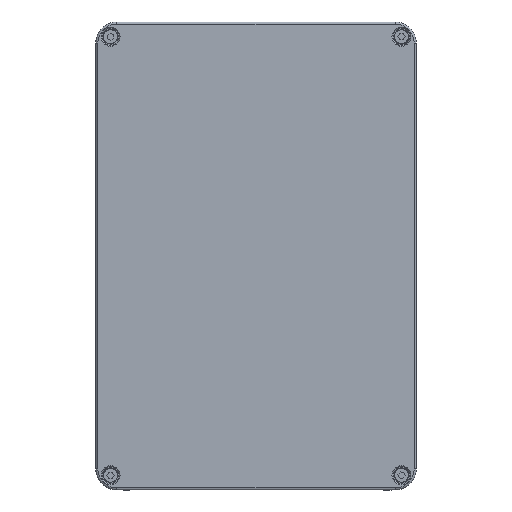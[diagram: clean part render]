
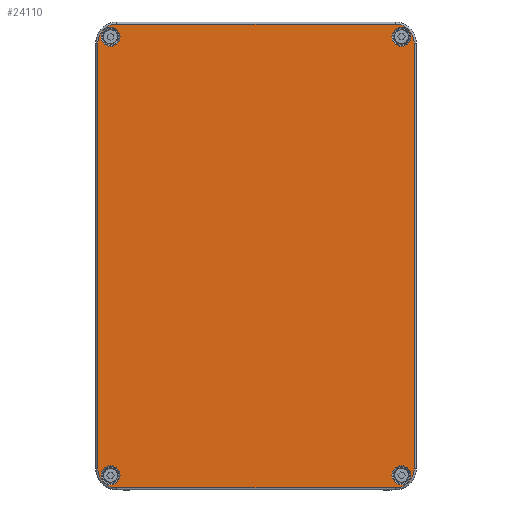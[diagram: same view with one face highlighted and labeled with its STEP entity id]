
A CAD part, front view. The second image highlights one B-rep face of the part: STEP entity #24110.
In plain terms, the highlighted planar face has unit normal (0, -1, 0).
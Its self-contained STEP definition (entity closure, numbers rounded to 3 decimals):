
#53 = VERTEX_POINT ( 'NONE', #19522 ) ;
#145 = DIRECTION ( 'NONE',  ( 0., 1., 0. ) ) ;
#228 = DIRECTION ( 'NONE',  ( -1., 0., 0. ) ) ;
#240 = FACE_BOUND ( 'NONE', #12144, .T. ) ;
#476 = VECTOR ( 'NONE', #22428, 1000. ) ;
#658 = VERTEX_POINT ( 'NONE', #22879 ) ;
#1785 = CARTESIAN_POINT ( 'NONE',  ( 75., -10., 31. ) ) ;
#1879 = EDGE_CURVE ( 'NONE', #9580, #22629, #10014, .T. ) ;
#1904 = LINE ( 'NONE', #18318, #476 ) ;
#2230 = DIRECTION ( 'NONE',  ( 0., 1., 0. ) ) ;
#2421 = PLANE ( 'NONE',  #24674 ) ;
#2684 = AXIS2_PLACEMENT_3D ( 'NONE', #25633, #2230, #14820 ) ;
#2705 = CARTESIAN_POINT ( 'NONE',  ( -64.5, -10., -104. ) ) ;
#2748 = DIRECTION ( 'NONE',  ( -1., 0., 0. ) ) ;
#3075 = VERTEX_POINT ( 'NONE', #8383 ) ;
#3380 = CARTESIAN_POINT ( 'NONE',  ( 73.5, -10., -104. ) ) ;
#3494 = VERTEX_POINT ( 'NONE', #10025 ) ;
#3524 = DIRECTION ( 'NONE',  ( 0., -1., 0. ) ) ;
#3617 = CIRCLE ( 'NONE', #15869, 9. ) ;
#3619 = ORIENTED_EDGE ( 'NONE', *, *, #23791, .T. ) ;
#3778 = EDGE_CURVE ( 'NONE', #658, #12168, #7900, .T. ) ;
#3830 = CIRCLE ( 'NONE', #4703, 9. ) ;
#3916 = DIRECTION ( 'NONE',  ( 0., 1., 0. ) ) ;
#3953 = ORIENTED_EDGE ( 'NONE', *, *, #18344, .T. ) ;
#3969 = EDGE_CURVE ( 'NONE', #12091, #3494, #1904, .T. ) ;
#4124 = DIRECTION ( 'NONE',  ( 0., 0., 1. ) ) ;
#4308 = DIRECTION ( 'NONE',  ( 0., 1., 0. ) ) ;
#4583 = VERTEX_POINT ( 'NONE', #8965 ) ;
#4703 = AXIS2_PLACEMENT_3D ( 'NONE', #16940, #25279, #20622 ) ;
#4737 = ORIENTED_EDGE ( 'NONE', *, *, #1879, .T. ) ;
#4935 = ORIENTED_EDGE ( 'NONE', *, *, #26103, .T. ) ;
#5105 = VECTOR ( 'NONE', #16073, 1000. ) ;
#5189 = DIRECTION ( 'NONE',  ( 0., 1., 0. ) ) ;
#5368 = DIRECTION ( 'NONE',  ( -1., 0., 0. ) ) ;
#5517 = CARTESIAN_POINT ( 'NONE',  ( 66., -10., 110. ) ) ;
#5634 = EDGE_CURVE ( 'NONE', #3494, #8978, #3617, .T. ) ;
#6003 = CARTESIAN_POINT ( 'NONE',  ( 43.5, -10., 31. ) ) ;
#6081 = EDGE_CURVE ( 'NONE', #9507, #19394, #18413, .T. ) ;
#6201 = DIRECTION ( 'NONE',  ( -1., 0., 0. ) ) ;
#6259 = FACE_BOUND ( 'NONE', #23945, .T. ) ;
#6260 = AXIS2_PLACEMENT_3D ( 'NONE', #6481, #23138, #6201 ) ;
#6310 = ORIENTED_EDGE ( 'NONE', *, *, #17765, .T. ) ;
#6481 = CARTESIAN_POINT ( 'NONE',  ( -69., -10., 104. ) ) ;
#6615 = ORIENTED_EDGE ( 'NONE', *, *, #19265, .T. ) ;
#6700 = CIRCLE ( 'NONE', #6260, 4.5 ) ;
#6893 = CARTESIAN_POINT ( 'NONE',  ( 73.5, -10., 104. ) ) ;
#6950 = AXIS2_PLACEMENT_3D ( 'NONE', #11268, #9614, #5368 ) ;
#6992 = VERTEX_POINT ( 'NONE', #5517 ) ;
#7251 = EDGE_LOOP ( 'NONE', ( #19903, #3619 ) ) ;
#7467 = CARTESIAN_POINT ( 'NONE',  ( 43.5, -10., 110. ) ) ;
#7652 = AXIS2_PLACEMENT_3D ( 'NONE', #9437, #5189, #21440 ) ;
#7675 = CIRCLE ( 'NONE', #14630, 9. ) ;
#7748 = LINE ( 'NONE', #7467, #5105 ) ;
#7900 = CIRCLE ( 'NONE', #17499, 9. ) ;
#8040 = CARTESIAN_POINT ( 'NONE',  ( 75., -10., -101. ) ) ;
#8383 = CARTESIAN_POINT ( 'NONE',  ( -73.5, -10., 104. ) ) ;
#8453 = DIRECTION ( 'NONE',  ( 0., -1., 0. ) ) ;
#8551 = CARTESIAN_POINT ( 'NONE',  ( 64.5, -10., 104. ) ) ;
#8766 = VERTEX_POINT ( 'NONE', #3380 ) ;
#8965 = CARTESIAN_POINT ( 'NONE',  ( -75., -10., -101. ) ) ;
#8978 = VERTEX_POINT ( 'NONE', #8040 ) ;
#9342 = DIRECTION ( 'NONE',  ( 0., 0., -1. ) ) ;
#9437 = CARTESIAN_POINT ( 'NONE',  ( 69., -10., -104. ) ) ;
#9491 = VERTEX_POINT ( 'NONE', #25486 ) ;
#9507 = VERTEX_POINT ( 'NONE', #8551 ) ;
#9580 = VERTEX_POINT ( 'NONE', #11140 ) ;
#9614 = DIRECTION ( 'NONE',  ( 0., 1., 0. ) ) ;
#9905 = CIRCLE ( 'NONE', #13469, 4.5 ) ;
#10014 = CIRCLE ( 'NONE', #6950, 4.5 ) ;
#10025 = CARTESIAN_POINT ( 'NONE',  ( 66., -10., -110. ) ) ;
#10476 = CARTESIAN_POINT ( 'NONE',  ( 69., -10., -104. ) ) ;
#10563 = CARTESIAN_POINT ( 'NONE',  ( 75., -10., 101. ) ) ;
#10779 = ORIENTED_EDGE ( 'NONE', *, *, #3969, .T. ) ;
#10809 = DIRECTION ( 'NONE',  ( -1., 0., 0. ) ) ;
#10976 = LINE ( 'NONE', #13329, #26704 ) ;
#11140 = CARTESIAN_POINT ( 'NONE',  ( -73.5, -10., -104. ) ) ;
#11268 = CARTESIAN_POINT ( 'NONE',  ( -69., -10., -104. ) ) ;
#11668 = AXIS2_PLACEMENT_3D ( 'NONE', #12674, #20985, #228 ) ;
#12044 = CARTESIAN_POINT ( 'NONE',  ( 66., -10., 101. ) ) ;
#12091 = VERTEX_POINT ( 'NONE', #22603 ) ;
#12144 = EDGE_LOOP ( 'NONE', ( #12378, #16258 ) ) ;
#12168 = VERTEX_POINT ( 'NONE', #18899 ) ;
#12256 = VERTEX_POINT ( 'NONE', #10563 ) ;
#12271 = DIRECTION ( 'NONE',  ( -1., 0., 0. ) ) ;
#12378 = ORIENTED_EDGE ( 'NONE', *, *, #26538, .T. ) ;
#12514 = ORIENTED_EDGE ( 'NONE', *, *, #26194, .T. ) ;
#12674 = CARTESIAN_POINT ( 'NONE',  ( 69., -10., 104. ) ) ;
#12833 = FACE_BOUND ( 'NONE', #7251, .T. ) ;
#13033 = DIRECTION ( 'NONE',  ( 0., -1., 0. ) ) ;
#13329 = CARTESIAN_POINT ( 'NONE',  ( -75., -10., 31. ) ) ;
#13469 = AXIS2_PLACEMENT_3D ( 'NONE', #18585, #25150, #10809 ) ;
#13598 = ORIENTED_EDGE ( 'NONE', *, *, #5634, .T. ) ;
#14262 = ORIENTED_EDGE ( 'NONE', *, *, #3778, .T. ) ;
#14328 = CARTESIAN_POINT ( 'NONE',  ( 66., -10., -101. ) ) ;
#14630 = AXIS2_PLACEMENT_3D ( 'NONE', #12044, #3524, #26393 ) ;
#14639 = DIRECTION ( 'NONE',  ( -1., 0., 0. ) ) ;
#14820 = DIRECTION ( 'NONE',  ( -1., 0., 0. ) ) ;
#15253 = EDGE_CURVE ( 'NONE', #12256, #6992, #7675, .T. ) ;
#15361 = ORIENTED_EDGE ( 'NONE', *, *, #19674, .T. ) ;
#15720 = EDGE_CURVE ( 'NONE', #8766, #9491, #22947, .T. ) ;
#15869 = AXIS2_PLACEMENT_3D ( 'NONE', #14328, #8453, #22659 ) ;
#16073 = DIRECTION ( 'NONE',  ( -1., 0., 0. ) ) ;
#16258 = ORIENTED_EDGE ( 'NONE', *, *, #6081, .T. ) ;
#16629 = FACE_BOUND ( 'NONE', #19977, .T. ) ;
#16940 = CARTESIAN_POINT ( 'NONE',  ( -66., -10., -101. ) ) ;
#17385 = EDGE_LOOP ( 'NONE', ( #10779, #13598, #6310, #20032, #18774, #14262, #3953, #12514 ) ) ;
#17499 = AXIS2_PLACEMENT_3D ( 'NONE', #21473, #13033, #2748 ) ;
#17765 = EDGE_CURVE ( 'NONE', #8978, #12256, #20521, .T. ) ;
#18061 = AXIS2_PLACEMENT_3D ( 'NONE', #25032, #145, #14639 ) ;
#18318 = CARTESIAN_POINT ( 'NONE',  ( 43.5, -10., -110. ) ) ;
#18344 = EDGE_CURVE ( 'NONE', #12168, #4583, #10976, .T. ) ;
#18413 = CIRCLE ( 'NONE', #2684, 4.5 ) ;
#18585 = CARTESIAN_POINT ( 'NONE',  ( -69., -10., 104. ) ) ;
#18674 = DIRECTION ( 'NONE',  ( -1., 0., 0. ) ) ;
#18774 = ORIENTED_EDGE ( 'NONE', *, *, #26795, .T. ) ;
#18810 = VECTOR ( 'NONE', #4124, 1000. ) ;
#18899 = CARTESIAN_POINT ( 'NONE',  ( -75., -10., 101. ) ) ;
#19265 = EDGE_CURVE ( 'NONE', #53, #3075, #6700, .T. ) ;
#19394 = VERTEX_POINT ( 'NONE', #6893 ) ;
#19511 = CIRCLE ( 'NONE', #11668, 4.5 ) ;
#19522 = CARTESIAN_POINT ( 'NONE',  ( -64.5, -10., 104. ) ) ;
#19674 = EDGE_CURVE ( 'NONE', #22629, #9580, #25911, .T. ) ;
#19903 = ORIENTED_EDGE ( 'NONE', *, *, #15720, .T. ) ;
#19977 = EDGE_LOOP ( 'NONE', ( #15361, #4737 ) ) ;
#20032 = ORIENTED_EDGE ( 'NONE', *, *, #15253, .T. ) ;
#20521 = LINE ( 'NONE', #1785, #18810 ) ;
#20622 = DIRECTION ( 'NONE',  ( -1., 0., 0. ) ) ;
#20985 = DIRECTION ( 'NONE',  ( 0., 1., 0. ) ) ;
#21151 = FACE_OUTER_BOUND ( 'NONE', #17385, .T. ) ;
#21440 = DIRECTION ( 'NONE',  ( -1., 0., 0. ) ) ;
#21473 = CARTESIAN_POINT ( 'NONE',  ( -66., -10., 101. ) ) ;
#22428 = DIRECTION ( 'NONE',  ( 1., 0., 0. ) ) ;
#22603 = CARTESIAN_POINT ( 'NONE',  ( -66., -10., -110. ) ) ;
#22629 = VERTEX_POINT ( 'NONE', #2705 ) ;
#22659 = DIRECTION ( 'NONE',  ( -1., 0., 0. ) ) ;
#22879 = CARTESIAN_POINT ( 'NONE',  ( -66., -10., 110. ) ) ;
#22947 = CIRCLE ( 'NONE', #23839, 4.5 ) ;
#23138 = DIRECTION ( 'NONE',  ( 0., 1., 0. ) ) ;
#23791 = EDGE_CURVE ( 'NONE', #9491, #8766, #24221, .T. ) ;
#23839 = AXIS2_PLACEMENT_3D ( 'NONE', #10476, #4308, #18674 ) ;
#23945 = EDGE_LOOP ( 'NONE', ( #6615, #4935 ) ) ;
#24110 = ADVANCED_FACE ( 'NONE', ( #240, #12833, #6259, #16629, #21151 ), #2421, .F. ) ;
#24221 = CIRCLE ( 'NONE', #7652, 4.5 ) ;
#24674 = AXIS2_PLACEMENT_3D ( 'NONE', #6003, #3916, #12271 ) ;
#25032 = CARTESIAN_POINT ( 'NONE',  ( -69., -10., -104. ) ) ;
#25150 = DIRECTION ( 'NONE',  ( 0., 1., 0. ) ) ;
#25279 = DIRECTION ( 'NONE',  ( 0., -1., 0. ) ) ;
#25486 = CARTESIAN_POINT ( 'NONE',  ( 64.5, -10., -104. ) ) ;
#25633 = CARTESIAN_POINT ( 'NONE',  ( 69., -10., 104. ) ) ;
#25911 = CIRCLE ( 'NONE', #18061, 4.5 ) ;
#26103 = EDGE_CURVE ( 'NONE', #3075, #53, #9905, .T. ) ;
#26194 = EDGE_CURVE ( 'NONE', #4583, #12091, #3830, .T. ) ;
#26393 = DIRECTION ( 'NONE',  ( -1., 0., 0. ) ) ;
#26538 = EDGE_CURVE ( 'NONE', #19394, #9507, #19511, .T. ) ;
#26704 = VECTOR ( 'NONE', #9342, 1000. ) ;
#26795 = EDGE_CURVE ( 'NONE', #6992, #658, #7748, .T. ) ;
